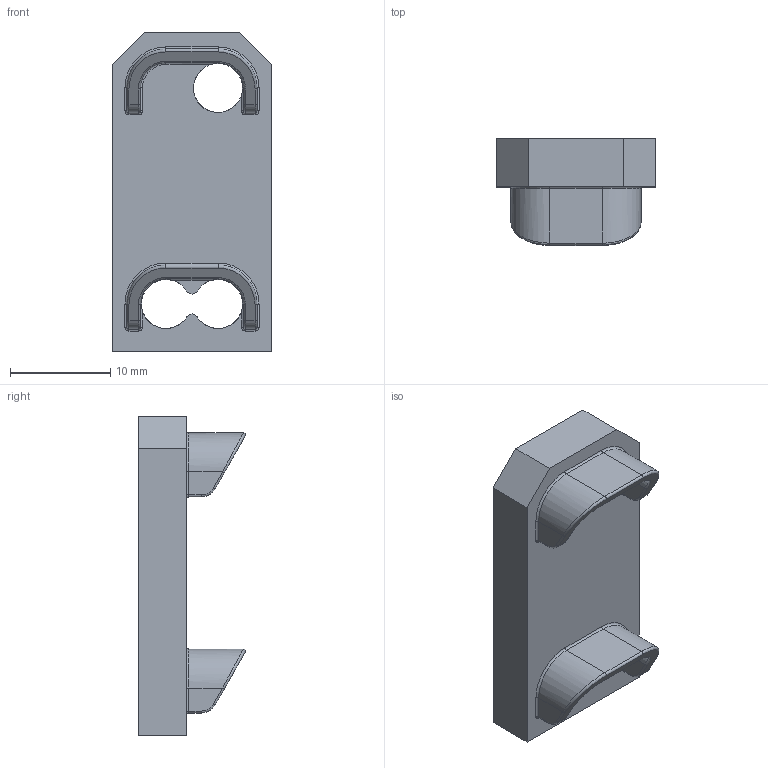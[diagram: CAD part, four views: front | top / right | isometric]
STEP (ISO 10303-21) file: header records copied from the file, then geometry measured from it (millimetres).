
FILE_DESCRIPTION(/* description */ ('STEP AP242','CAx-IF Rec.Pracs.---Representation and Presentation of Product Manufacturing Information (PMI)---4.0---2014-10-13','CAx-IF Rec.Pracs.---3D Tessellated Geometry---0.4---2014-09-14','2;1'),/* implementation_level */ '2;1');
FILE_NAME(/* name */ '68a00fec48cd10186b7b0191',/* time_stamp */ '2025-08-16T04:58:21Z',/* author */ (''),/* organization */ (''),/* preprocessor_version */ 'ST-DEVELOPER v20',/* originating_system */ 'ONSHAPE BY PTC INC, 1.202',/* authorisation */ ' ');
FILE_SCHEMA (('AP242_MANAGED_MODEL_BASED_3D_ENGINEERING_MIM_LF { 1 0 10303 442 1 1 4 }'));
Length unit declared in the file: metre
Products named in the file (1): entry_body
Bounding box: 15.9 x 10.66 x 31.9 mm (x, y, z)
Volume: 1478.3 mm3; surface area: 2088.3 mm2
Topology: 1 solids, 1 shells, 170 faces, 439 edges, 271 vertices
Faces by surface type: cylinder 79, plane 59, torus 24, bspline 8
Full cylindrical faces by diameter (mm): 4.9 x1
Entity records: 5286 total; most frequent: CARTESIAN_POINT 1010, DIRECTION 950, ORIENTED_EDGE 876, EDGE_CURVE 438, AXIS2_PLACEMENT_3D 355, VERTEX_POINT 271, LINE 240, VECTOR 240
